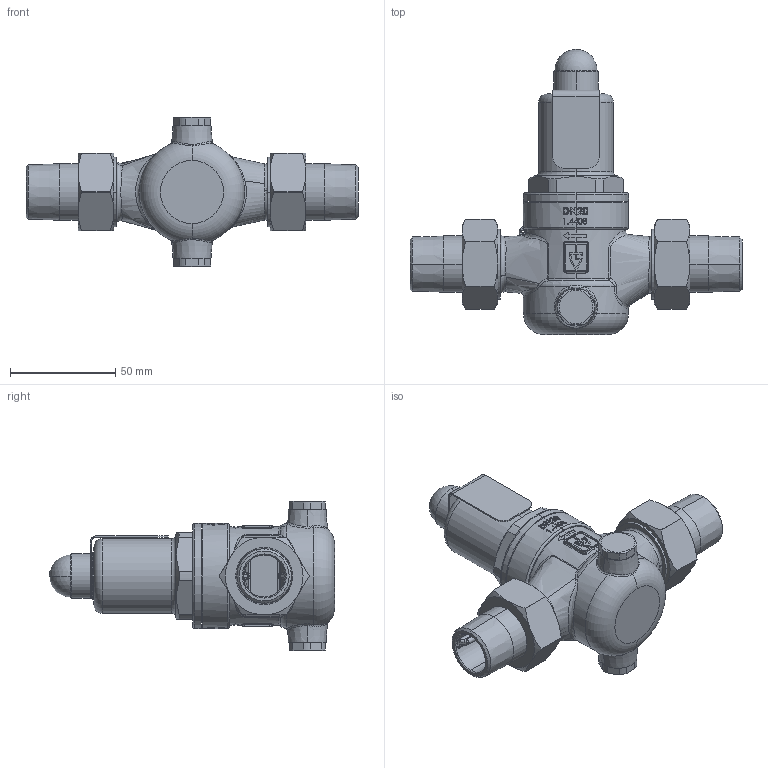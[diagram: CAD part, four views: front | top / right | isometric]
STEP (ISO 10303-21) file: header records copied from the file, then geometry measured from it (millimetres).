
FILE_DESCRIPTION (( 'STEP AP214' ), '1' );
FILE_NAME ('430mGFO-20 Dummy.STEP', '2012-02-22T12:09:24', ( 'Blankenhorn' ), ( '' ), 'SwSTEP 2.0', 'SolidWorks 2011', '' );
FILE_SCHEMA (( 'AUTOMOTIVE_DESIGN' ));
Length unit declared in the file: millimetre
Products named in the file (1): 430mGFO-20 Dummy
Bounding box: 158 x 135.7 x 71 mm (x, y, z)
Volume: 128841.6 mm3; surface area: 76790.9 mm2
Topology: 10 solids, 12 shells, 1008 faces, 2535 edges, 1590 vertices
Faces by surface type: plane 340, cylinder 240, bspline 238, cone 119, torus 59, sphere 12
Entity records: 57655 total; most frequent: CARTESIAN_POINT 24055, ORIENTED_EDGE 5020, DIRECTION 4152, EDGE_CURVE 2510, AXIS2_PLACEMENT_3D 1595, VERTEX_POINT 1587, EDGE_LOOP 1093, UNCERTAINTY_MEASURE_WITH_UNIT 1020
